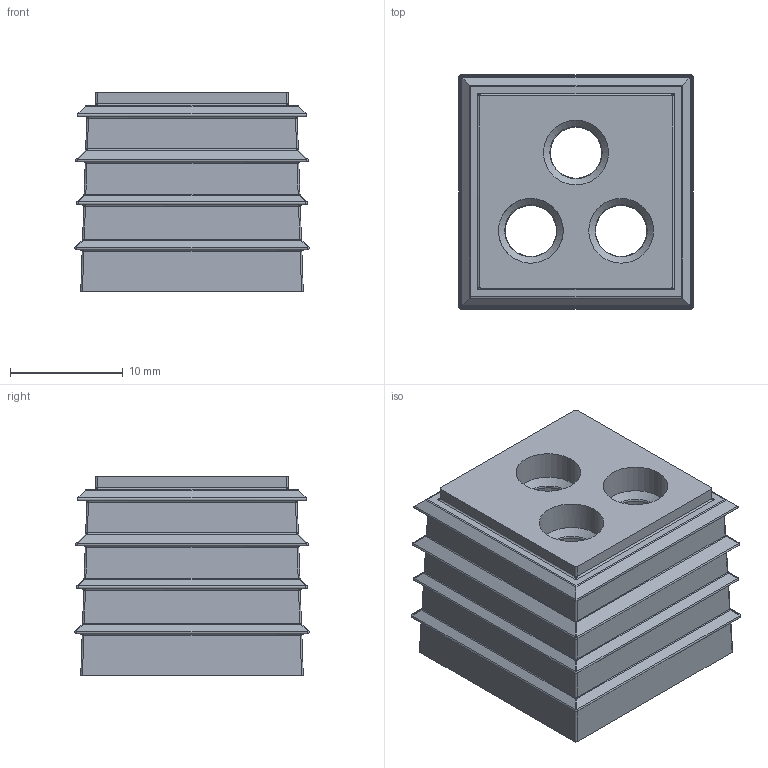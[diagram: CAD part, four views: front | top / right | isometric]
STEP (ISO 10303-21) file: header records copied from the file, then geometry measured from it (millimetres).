
FILE_DESCRIPTION(/* description */ (''),/* implementation_level */ '2;1');
FILE_NAME(/* name */ '28687.4_28688.6_KDS-DE_3X5-6.stp',/* time_stamp */ '2019-05-10T10:43:15+02:00',/* author */ (''),/* organization */ (''),/* preprocessor_version */ 'ST-DEVELOPER v16.7',/* originating_system */ 'SIEMENS PLM Software NX 12.0',/* authorisation */ '');
FILE_SCHEMA (('AUTOMOTIVE_DESIGN { 1 0 10303 214 3 1 1 1 }'));
Length unit declared in the file: millimetre
Products named in the file (1): 28687.4_28688.6_KDS-DE_3X5-6
Bounding box: 20.74 x 20.74 x 17.7 mm (x, y, z)
Volume: 5225.1 mm3; surface area: 3341.8 mm2
Topology: 1 solids, 1 shells, 352 faces, 784 edges, 436 vertices
Faces by surface type: plane 134, cylinder 104, torus 33, bspline 32, extrusion 22, cone 15, sphere 12
Full cylindrical faces by diameter (mm): 5 x2, 5.74 x18
Entity records: 10056 total; most frequent: CARTESIAN_POINT 3039, DIRECTION 1378, ORIENTED_EDGE 1362, EDGE_CURVE 681, AXIS2_PLACEMENT_3D 546, EDGE_LOOP 460, VERTEX_POINT 433, ADVANCED_FACE 352
